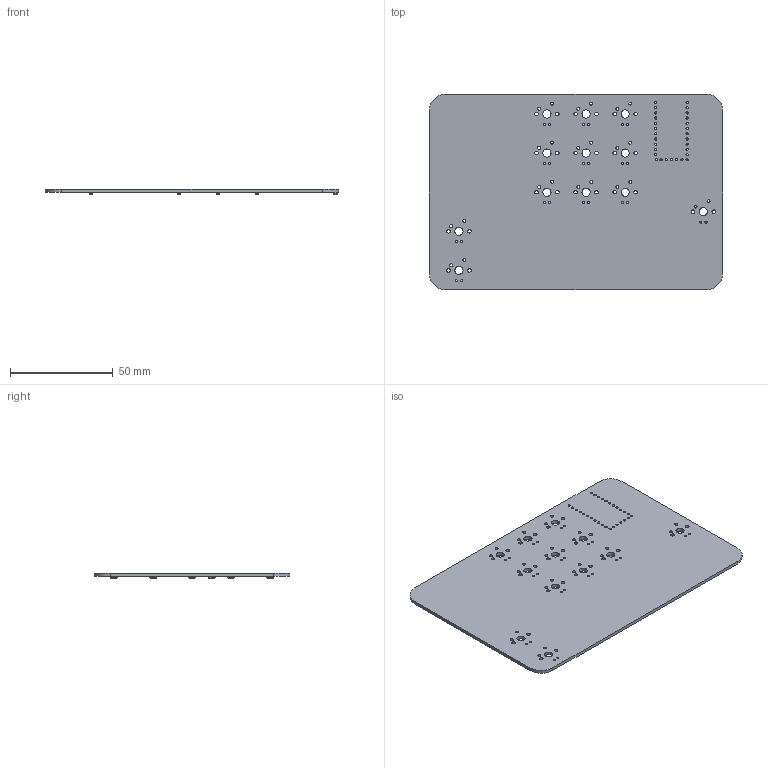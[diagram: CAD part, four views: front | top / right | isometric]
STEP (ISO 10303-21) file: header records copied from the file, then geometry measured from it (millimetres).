
FILE_DESCRIPTION(('KiCad electronic assembly'),'2;1');
FILE_NAME('IKIDS.step','2021-04-13T14:03:29',('An Author'),('A Company') ,'Open CASCADE STEP processor 7.5','KiCad to STEP converter','Unknown' );
FILE_SCHEMA(('AUTOMOTIVE_DESIGN { 1 0 10303 214 1 1 1 1 }'));
Length unit declared in the file: millimetre
Products named in the file (4): Open CASCADE STEP translator 7.5 1; D_SOD-123; SOLID; COMPOUND
Assembly tree (14 placements, depth 3):
  Open CASCADE STEP translator 7.5 1
    D_SOD-123  x12
      SOLID
    COMPOUND
Bounding box: 142.88 x 95.25 x 2.9 mm (x, y, z)
Volume: 21273.1 mm3; surface area: 28415.6 mm2
Topology: 13 solids, 13 shells, 927 faces, 2235 edges, 1346 vertices
Faces by surface type: plane 402, bspline 312, cylinder 213
Full cylindrical faces by diameter (mm): 1.04 x24, 1.092 x29, 1.47 x24, 1.75 x24, 3.988 x12
Entity records: 13916 total; most frequent: CARTESIAN_POINT 2348, DIRECTION 2077, ORIENTED_EDGE 1038, PCURVE 1038, DEFINITIONAL_REPRESENTATION 1038, LINE 977, VECTOR 977, EDGE_CURVE 519
